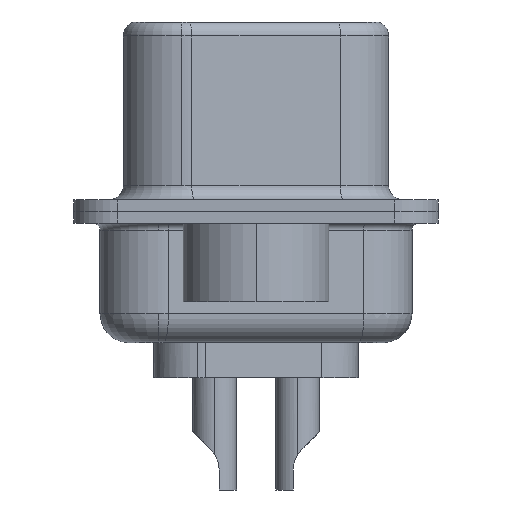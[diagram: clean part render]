
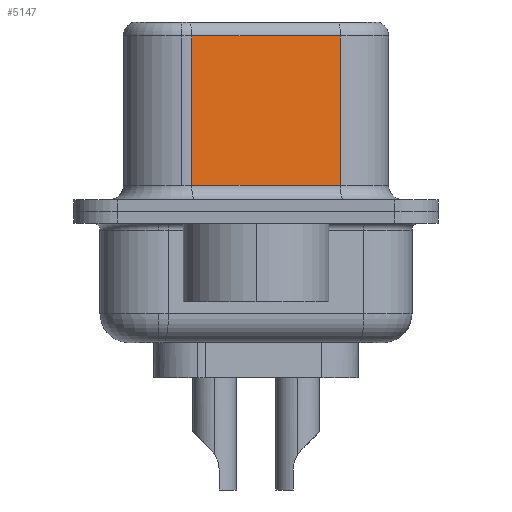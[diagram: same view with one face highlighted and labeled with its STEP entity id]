
A CAD part, left-side view. The second image highlights one B-rep face of the part: STEP entity #5147.
In plain terms, the highlighted planar face has unit normal (-0.985, -0.174, 0).
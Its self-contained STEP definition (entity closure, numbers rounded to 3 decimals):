
#311 = CARTESIAN_POINT ( 'NONE',  ( 4.58, -2.897, 0.9 ) ) ;
#505 = LINE ( 'NONE', #2590, #13383 ) ;
#607 = VERTEX_POINT ( 'NONE', #9467 ) ;
#923 = VERTEX_POINT ( 'NONE', #8008 ) ;
#952 = DIRECTION ( 'NONE',  ( -0.174, 0.985, 0. ) ) ;
#956 = VERTEX_POINT ( 'NONE', #9898 ) ;
#1384 = LINE ( 'NONE', #311, #9421 ) ;
#2590 = CARTESIAN_POINT ( 'NONE',  ( 3.68, 2.203, 6.52 ) ) ;
#3250 = DIRECTION ( 'NONE',  ( 0.985, 0.174, 0. ) ) ;
#3368 = AXIS2_PLACEMENT_3D ( 'NONE', #7603, #3250, #952 ) ;
#4423 = CARTESIAN_POINT ( 'NONE',  ( 4.58, -2.897, 6.02 ) ) ;
#4695 = DIRECTION ( 'NONE',  ( 0.174, -0.985, 0. ) ) ;
#4898 = DIRECTION ( 'NONE',  ( 0., 0., -1. ) ) ;
#5040 = VERTEX_POINT ( 'NONE', #13697 ) ;
#5113 = ORIENTED_EDGE ( 'NONE', *, *, #8439, .T. ) ;
#5147 = ADVANCED_FACE ( 'NONE', ( #10928 ), #7386, .F. ) ;
#7287 = EDGE_CURVE ( 'NONE', #923, #607, #11854, .T. ) ;
#7378 = ORIENTED_EDGE ( 'NONE', *, *, #13906, .T. ) ;
#7386 = PLANE ( 'NONE',  #3368 ) ;
#7590 = DIRECTION ( 'NONE',  ( 0., 0., -1. ) ) ;
#7603 = CARTESIAN_POINT ( 'NONE',  ( 4.58, -2.897, 6.52 ) ) ;
#7691 = LINE ( 'NONE', #4423, #14233 ) ;
#8008 = CARTESIAN_POINT ( 'NONE',  ( 4.58, -2.897, 6.02 ) ) ;
#8246 = ORIENTED_EDGE ( 'NONE', *, *, #7287, .F. ) ;
#8275 = ORIENTED_EDGE ( 'NONE', *, *, #9037, .T. ) ;
#8413 = EDGE_LOOP ( 'NONE', ( #8246, #7378, #8275, #5113 ) ) ;
#8439 = EDGE_CURVE ( 'NONE', #956, #607, #1384, .T. ) ;
#9037 = EDGE_CURVE ( 'NONE', #5040, #956, #505, .T. ) ;
#9421 = VECTOR ( 'NONE', #4695, 1000. ) ;
#9467 = CARTESIAN_POINT ( 'NONE',  ( 4.58, -2.897, 0.9 ) ) ;
#9700 = CARTESIAN_POINT ( 'NONE',  ( 4.58, -2.897, 6.52 ) ) ;
#9898 = CARTESIAN_POINT ( 'NONE',  ( 3.68, 2.203, 0.9 ) ) ;
#10928 = FACE_OUTER_BOUND ( 'NONE', #8413, .T. ) ;
#11854 = LINE ( 'NONE', #9700, #12471 ) ;
#12471 = VECTOR ( 'NONE', #7590, 1000. ) ;
#13383 = VECTOR ( 'NONE', #4898, 1000. ) ;
#13697 = CARTESIAN_POINT ( 'NONE',  ( 3.68, 2.203, 6.02 ) ) ;
#13906 = EDGE_CURVE ( 'NONE', #923, #5040, #7691, .T. ) ;
#14147 = DIRECTION ( 'NONE',  ( -0.174, 0.985, 0. ) ) ;
#14233 = VECTOR ( 'NONE', #14147, 1000. ) ;
